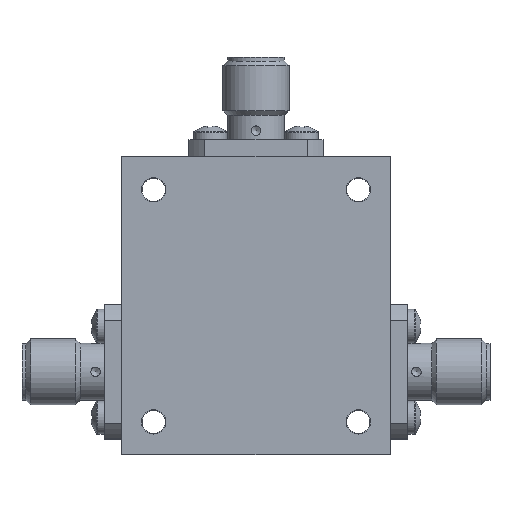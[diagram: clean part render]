
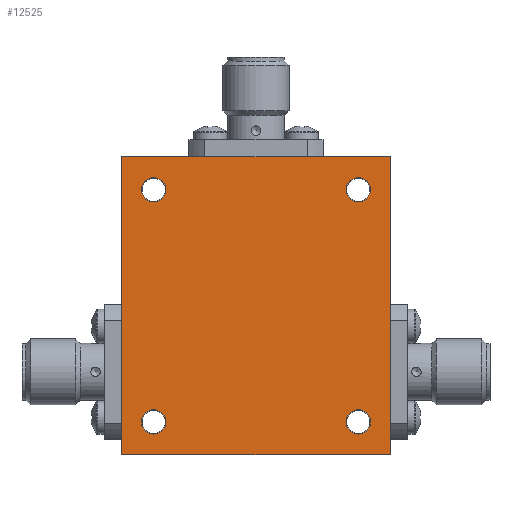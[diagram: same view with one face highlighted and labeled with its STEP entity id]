
A CAD part, top view. The second image highlights one B-rep face of the part: STEP entity #12525.
In plain terms, the highlighted planar face has unit normal (0, 0, 1).
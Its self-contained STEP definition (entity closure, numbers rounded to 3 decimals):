
#293 = DIRECTION ( 'NONE',  ( 0., 0., 1. ) ) ;
#523 = CARTESIAN_POINT ( 'NONE',  ( -12.7, -14.1, 13.5 ) ) ;
#747 = VERTEX_POINT ( 'NONE', #3824 ) ;
#807 = VERTEX_POINT ( 'NONE', #7317 ) ;
#928 = EDGE_CURVE ( 'NONE', #807, #807, #8023, .T. ) ;
#943 = CARTESIAN_POINT ( 'NONE',  ( 12.7, 0., 13.5 ) ) ;
#1348 = AXIS2_PLACEMENT_3D ( 'NONE', #9802, #293, #2299 ) ;
#1587 = DIRECTION ( 'NONE',  ( 1., 0., 0. ) ) ;
#1631 = VECTOR ( 'NONE', #10373, 1000. ) ;
#1672 = AXIS2_PLACEMENT_3D ( 'NONE', #6986, #12317, #2890 ) ;
#2079 = VECTOR ( 'NONE', #5640, 1000. ) ;
#2299 = DIRECTION ( 'NONE',  ( 1., 0., 0. ) ) ;
#2365 = FACE_BOUND ( 'NONE', #11993, .T. ) ;
#2426 = CIRCLE ( 'NONE', #12396, 1.15 ) ;
#2738 = EDGE_CURVE ( 'NONE', #5028, #6519, #10899, .T. ) ;
#2756 = ORIENTED_EDGE ( 'NONE', *, *, #928, .T. ) ;
#2807 = EDGE_CURVE ( 'NONE', #2944, #2944, #10755, .T. ) ;
#2890 = DIRECTION ( 'NONE',  ( 1., 0., 0. ) ) ;
#2944 = VERTEX_POINT ( 'NONE', #13601 ) ;
#3156 = EDGE_CURVE ( 'NONE', #10579, #10579, #12516, .T. ) ;
#3799 = DIRECTION ( 'NONE',  ( 0., 0., -1. ) ) ;
#3824 = CARTESIAN_POINT ( 'NONE',  ( 12.7, 14.1, 13.5 ) ) ;
#4020 = EDGE_LOOP ( 'NONE', ( #7747 ) ) ;
#4051 = CARTESIAN_POINT ( 'NONE',  ( 10.85, -11., 13.5 ) ) ;
#4581 = FACE_BOUND ( 'NONE', #8368, .T. ) ;
#4770 = CARTESIAN_POINT ( 'NONE',  ( 9.7, 11., 13.5 ) ) ;
#4832 = ORIENTED_EDGE ( 'NONE', *, *, #2738, .T. ) ;
#4949 = LINE ( 'NONE', #9126, #1631 ) ;
#5028 = VERTEX_POINT ( 'NONE', #12228 ) ;
#5386 = ORIENTED_EDGE ( 'NONE', *, *, #6536, .T. ) ;
#5412 = FACE_BOUND ( 'NONE', #4020, .T. ) ;
#5552 = PLANE ( 'NONE',  #1348 ) ;
#5640 = DIRECTION ( 'NONE',  ( 1., 0., 0. ) ) ;
#5811 = CARTESIAN_POINT ( 'NONE',  ( -12.7, 0., 13.5 ) ) ;
#6026 = DIRECTION ( 'NONE',  ( 1., 0., 0. ) ) ;
#6142 = LINE ( 'NONE', #943, #13059 ) ;
#6186 = CARTESIAN_POINT ( 'NONE',  ( -8.55, -11., 13.5 ) ) ;
#6447 = ORIENTED_EDGE ( 'NONE', *, *, #11780, .T. ) ;
#6519 = VERTEX_POINT ( 'NONE', #523 ) ;
#6536 = EDGE_CURVE ( 'NONE', #6519, #12945, #6760, .T. ) ;
#6759 = EDGE_CURVE ( 'NONE', #747, #5028, #4949, .T. ) ;
#6760 = LINE ( 'NONE', #12028, #2079 ) ;
#6837 = EDGE_LOOP ( 'NONE', ( #2756 ) ) ;
#6921 = ORIENTED_EDGE ( 'NONE', *, *, #11216, .T. ) ;
#6934 = DIRECTION ( 'NONE',  ( 0., 0., -1. ) ) ;
#6986 = CARTESIAN_POINT ( 'NONE',  ( 9.7, -11., 13.5 ) ) ;
#7094 = VERTEX_POINT ( 'NONE', #6186 ) ;
#7317 = CARTESIAN_POINT ( 'NONE',  ( 10.85, 11., 13.5 ) ) ;
#7747 = ORIENTED_EDGE ( 'NONE', *, *, #2807, .T. ) ;
#7930 = CARTESIAN_POINT ( 'NONE',  ( 12.7, -14.1, 13.5 ) ) ;
#8023 = CIRCLE ( 'NONE', #10238, 1.15 ) ;
#8091 = VECTOR ( 'NONE', #9230, 1000. ) ;
#8368 = EDGE_LOOP ( 'NONE', ( #6921 ) ) ;
#9126 = CARTESIAN_POINT ( 'NONE',  ( 0., 14.1, 13.5 ) ) ;
#9230 = DIRECTION ( 'NONE',  ( 0., -1., 0. ) ) ;
#9481 = ORIENTED_EDGE ( 'NONE', *, *, #3156, .T. ) ;
#9802 = CARTESIAN_POINT ( 'NONE',  ( 0., 0., 13.5 ) ) ;
#9813 = CARTESIAN_POINT ( 'NONE',  ( -9.7, -11., 13.5 ) ) ;
#9883 = DIRECTION ( 'NONE',  ( 1., 0., 0. ) ) ;
#10238 = AXIS2_PLACEMENT_3D ( 'NONE', #4770, #3799, #1587 ) ;
#10373 = DIRECTION ( 'NONE',  ( -1., 0., 0. ) ) ;
#10377 = DIRECTION ( 'NONE',  ( 0., 1., 0. ) ) ;
#10494 = EDGE_LOOP ( 'NONE', ( #6447, #13299, #4832, #5386 ) ) ;
#10579 = VERTEX_POINT ( 'NONE', #4051 ) ;
#10742 = AXIS2_PLACEMENT_3D ( 'NONE', #12401, #6934, #6026 ) ;
#10755 = CIRCLE ( 'NONE', #10742, 1.15 ) ;
#10899 = LINE ( 'NONE', #5811, #8091 ) ;
#10918 = DIRECTION ( 'NONE',  ( 0., 0., -1. ) ) ;
#11216 = EDGE_CURVE ( 'NONE', #7094, #7094, #2426, .T. ) ;
#11780 = EDGE_CURVE ( 'NONE', #12945, #747, #6142, .T. ) ;
#11993 = EDGE_LOOP ( 'NONE', ( #9481 ) ) ;
#12005 = FACE_BOUND ( 'NONE', #6837, .T. ) ;
#12028 = CARTESIAN_POINT ( 'NONE',  ( 0., -14.1, 13.5 ) ) ;
#12228 = CARTESIAN_POINT ( 'NONE',  ( -12.7, 14.1, 13.5 ) ) ;
#12317 = DIRECTION ( 'NONE',  ( 0., 0., -1. ) ) ;
#12396 = AXIS2_PLACEMENT_3D ( 'NONE', #9813, #10918, #9883 ) ;
#12401 = CARTESIAN_POINT ( 'NONE',  ( -9.7, 11., 13.5 ) ) ;
#12516 = CIRCLE ( 'NONE', #1672, 1.15 ) ;
#12525 = ADVANCED_FACE ( 'NONE', ( #12895, #4581, #2365, #12005, #5412 ), #5552, .T. ) ;
#12895 = FACE_OUTER_BOUND ( 'NONE', #10494, .T. ) ;
#12945 = VERTEX_POINT ( 'NONE', #7930 ) ;
#13059 = VECTOR ( 'NONE', #10377, 1000. ) ;
#13299 = ORIENTED_EDGE ( 'NONE', *, *, #6759, .T. ) ;
#13601 = CARTESIAN_POINT ( 'NONE',  ( -8.55, 11., 13.5 ) ) ;
